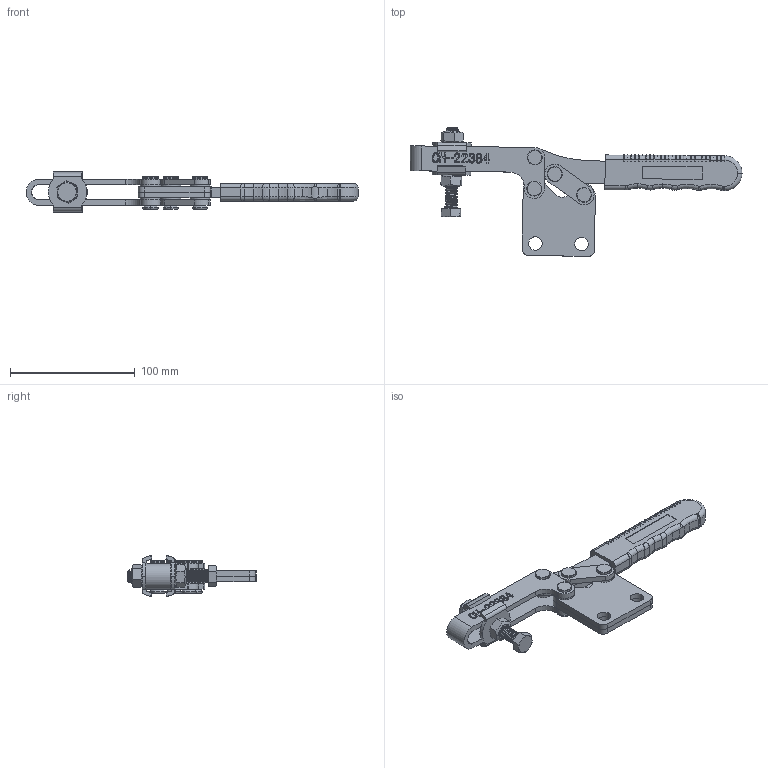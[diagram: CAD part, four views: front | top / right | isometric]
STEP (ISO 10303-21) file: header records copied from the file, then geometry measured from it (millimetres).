
FILE_DESCRIPTION (( 'STEP AP203' ), '1' );
FILE_NAME ('CH-22384.STEP', '2017-11-20T03:24:53', ( 'Windows' ), ( 'Microsoft' ), 'SwSTEP 2.0', 'SolidWorks 2015', '' );
FILE_SCHEMA (( 'CONFIG_CONTROL_DESIGN' ));
Length unit declared in the file: millimetre
Products named in the file (12): CH-22384; 106512; 01; 22384-02; 22384-01-1; 21384-04; 22384-05-01; 21384-03; FW120; 22384-05-02; M10; 22384-06
Assembly tree (23 placements, depth 2):
  CH-22384
    21384-03
    22384-05-02  x4
    22384-06  x4
    106512
    01
    22384-02
    22384-01-1
    21384-04  x2
    22384-05-01  x4
    FW120  x2
    M10  x2
Bounding box: 266.63 x 103.37 x 32.62 mm (x, y, z)
Volume: 121919.7 mm3; surface area: 69910.1 mm2
Topology: 24 solids, 24 shells, 1063 faces, 2662 edges, 1677 vertices
Faces by surface type: cylinder 372, plane 367, bspline 191, torus 106, cone 21, sphere 6
Entity records: 41601 total; most frequent: CARTESIAN_POINT 18501, ORIENTED_EDGE 4702, DIRECTION 4111, EDGE_CURVE 2351, VERTEX_POINT 1479, AXIS2_PLACEMENT_3D 1439, VECTOR 1233, LINE 1233
